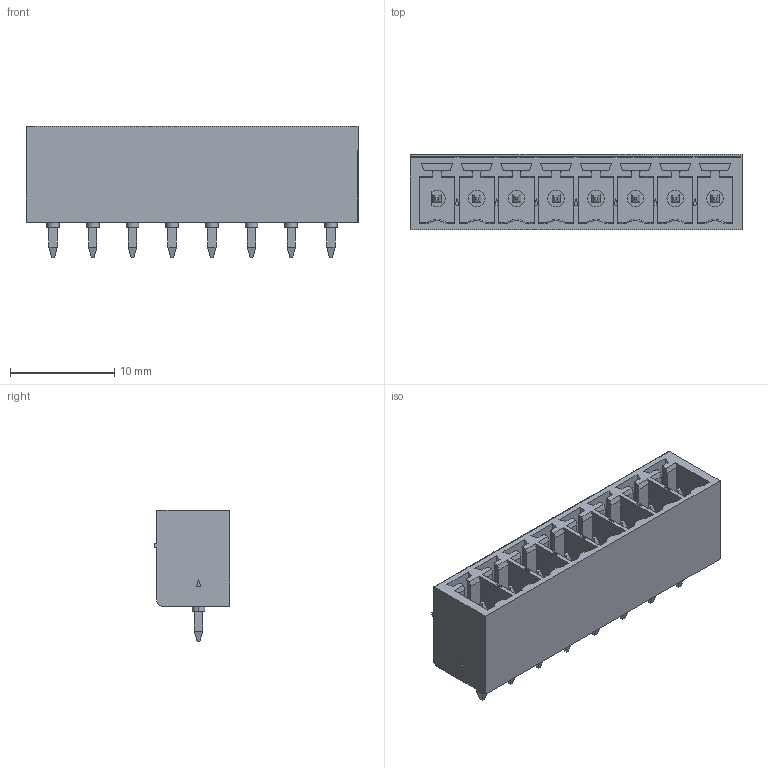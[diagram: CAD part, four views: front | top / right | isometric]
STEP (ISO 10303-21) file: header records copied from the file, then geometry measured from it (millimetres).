
FILE_DESCRIPTION((''),'2;1');
FILE_NAME('PHOENIX_1803484.stp','2010-02-22T11:43:30',(''),(''),'Mechanical Desktop 2010','Mechanical Desktop 2010',', , ');
FILE_SCHEMA(('AUTOMOTIVE_DESIGN { 1 2 10303 214 1 1 1 1 }'));
Length unit declared in the file: millimetre
Products named in the file (1): Product
Bounding box: 31.87 x 7.25 x 12.6 mm (x, y, z)
Volume: 1201.8 mm3; surface area: 2749.3 mm2
Topology: 38 solids, 38 shells, 604 faces, 1413 edges, 905 vertices
Faces by surface type: plane 496, cylinder 92, cone 8, sphere 8
Entity records: 17035 total; most frequent: CARTESIAN_POINT 3099, DIRECTION 2802, ORIENTED_EDGE 2794, EDGE_CURVE 1397, VECTOR 1170, LINE 1170, VERTEX_POINT 905, AXIS2_PLACEMENT_3D 816
